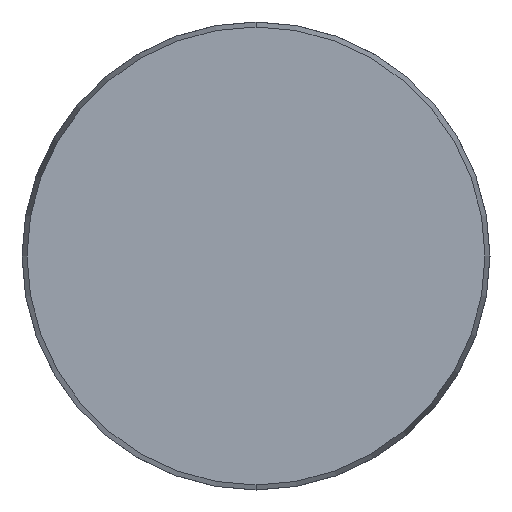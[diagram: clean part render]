
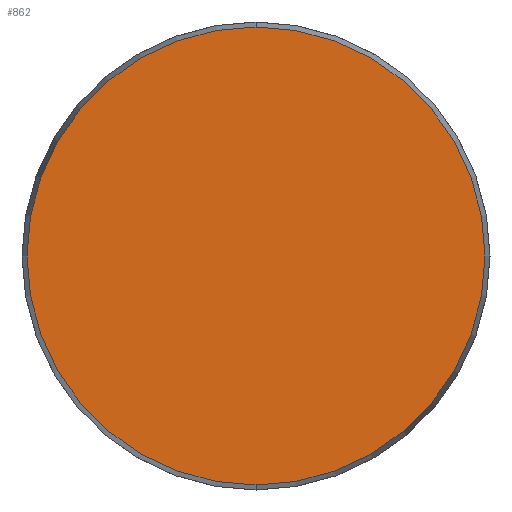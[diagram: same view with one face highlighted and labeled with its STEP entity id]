
A CAD part, front view. The second image highlights one B-rep face of the part: STEP entity #862.
In plain terms, the highlighted planar face has unit normal (0, -1, 0).
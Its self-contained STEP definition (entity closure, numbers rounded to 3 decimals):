
#54 = ORIENTED_EDGE ( 'NONE', *, *, #626, .T. ) ;
#146 = DIRECTION ( 'NONE',  ( 0., 0., -1. ) ) ;
#148 = CARTESIAN_POINT ( 'NONE',  ( 0., 0., 39.143 ) ) ;
#174 = AXIS2_PLACEMENT_3D ( 'NONE', #531, #854, #450 ) ;
#227 = CIRCLE ( 'NONE', #174, 39.143 ) ;
#380 = EDGE_CURVE ( 'NONE', #968, #489, #895, .T. ) ;
#392 = DIRECTION ( 'NONE',  ( 0., 1., 0. ) ) ;
#450 = DIRECTION ( 'NONE',  ( 0., 0., -1. ) ) ;
#463 = DIRECTION ( 'NONE',  ( 0., -1., 0. ) ) ;
#482 = EDGE_LOOP ( 'NONE', ( #54, #902 ) ) ;
#489 = VERTEX_POINT ( 'NONE', #148 ) ;
#507 = AXIS2_PLACEMENT_3D ( 'NONE', #948, #392, #716 ) ;
#531 = CARTESIAN_POINT ( 'NONE',  ( 0., 0., 0. ) ) ;
#626 = EDGE_CURVE ( 'NONE', #489, #968, #227, .T. ) ;
#639 = FACE_OUTER_BOUND ( 'NONE', #482, .T. ) ;
#716 = DIRECTION ( 'NONE',  ( 0., 0., 1. ) ) ;
#735 = PLANE ( 'NONE',  #507 ) ;
#854 = DIRECTION ( 'NONE',  ( 0., -1., 0. ) ) ;
#859 = CARTESIAN_POINT ( 'NONE',  ( 0., 0., -39.143 ) ) ;
#862 = ADVANCED_FACE ( 'NONE', ( #639 ), #735, .F. ) ;
#865 = CARTESIAN_POINT ( 'NONE',  ( 0., 0., 0. ) ) ;
#895 = CIRCLE ( 'NONE', #988, 39.143 ) ;
#902 = ORIENTED_EDGE ( 'NONE', *, *, #380, .T. ) ;
#948 = CARTESIAN_POINT ( 'NONE',  ( -39.143, 0., 0. ) ) ;
#968 = VERTEX_POINT ( 'NONE', #859 ) ;
#988 = AXIS2_PLACEMENT_3D ( 'NONE', #865, #463, #146 ) ;
